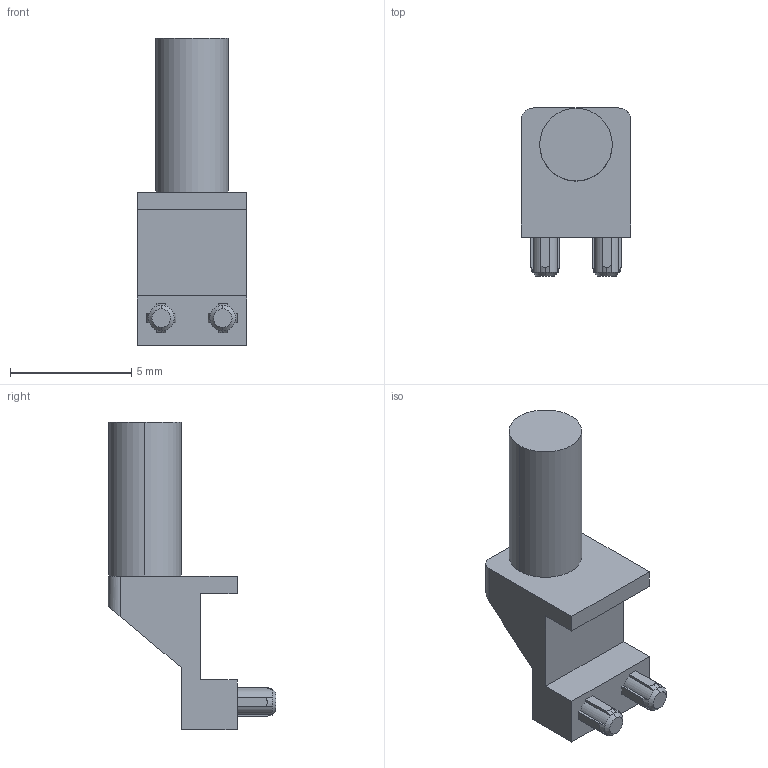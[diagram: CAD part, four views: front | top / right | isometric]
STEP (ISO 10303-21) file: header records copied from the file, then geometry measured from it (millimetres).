
FILE_DESCRIPTION (( 'STEP AP214' ), '1' );
FILE_NAME ('SLP3-150-250-F.STEP', '2023-11-20T15:21:11', ( '' ), ( '' ), 'SwSTEP 2.0', 'SolidWorks 2021', '' );
FILE_SCHEMA (( 'AUTOMOTIVE_DESIGN' ));
Length unit declared in the file: inch
Products named in the file (1): SLP3-150-250-F
Bounding box: 4.52 x 6.93 x 12.7 mm (x, y, z)
Volume: 124 mm3; surface area: 216.9 mm2
Topology: 1 solids, 1 shells, 65 faces, 178 edges, 118 vertices
Faces by surface type: plane 39, cone 14, cylinder 12
Entity records: 2164 total; most frequent: CARTESIAN_POINT 522, ORIENTED_EDGE 356, DIRECTION 304, EDGE_CURVE 178, VERTEX_POINT 118, AXIS2_PLACEMENT_3D 104, VECTOR 96, LINE 96
